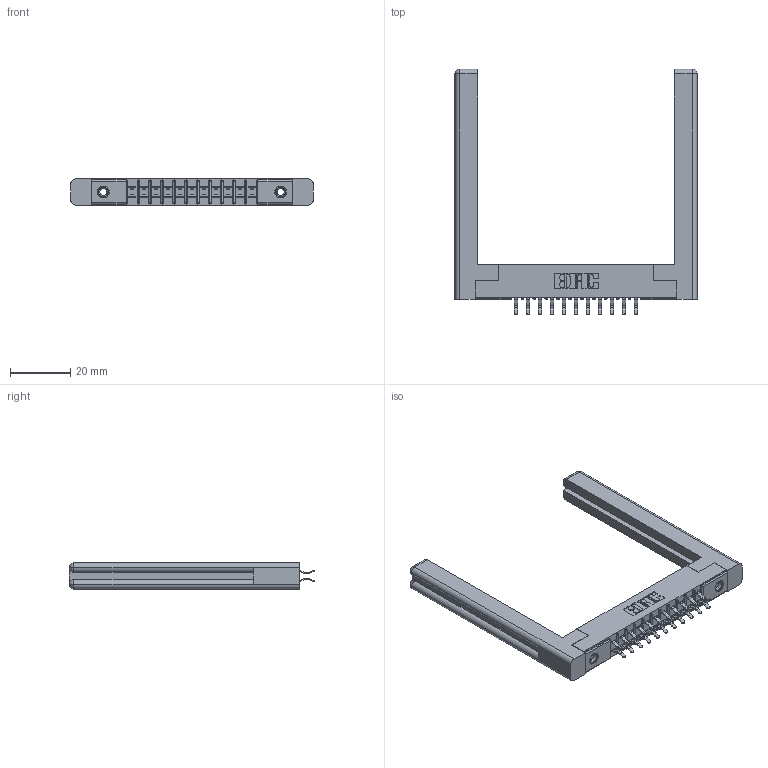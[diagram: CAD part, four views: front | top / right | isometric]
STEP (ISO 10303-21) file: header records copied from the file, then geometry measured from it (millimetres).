
FILE_DESCRIPTION (( 'STEP AP203' ), '1' );
FILE_NAME ('305-022-556-558.STEP', '2019-09-09T13:56:13', ( '' ), ( '' ), 'SwSTEP 2.0', 'SolidWorks 2016', '' );
FILE_SCHEMA (( 'CONFIG_CONTROL_DESIGN' ));
Length unit declared in the file: inch
Products named in the file (5): 305 Part_.156 Dia; 305-290-001_556; 307-220-058; 345-250-001_345-250-001-102; 305-022-556-558
Assembly tree (27 placements, depth 2):
  305-022-556-558
    305 Part_.156 Dia
    305-290-001_556  x22
    345-250-001_345-250-001-102  x2
    307-220-058  x2
Bounding box: 80.21 x 81.28 x 8.71 mm (x, y, z)
Volume: 12608.2 mm3; surface area: 13996.5 mm2
Topology: 27 solids, 27 shells, 1490 faces, 4223 edges, 2742 vertices
Faces by surface type: plane 834, cylinder 588, sphere 44, cone 12, torus 12
Entity records: 18539 total; most frequent: CARTESIAN_POINT 3086, ORIENTED_EDGE 3000, DIRECTION 2976, EDGE_CURVE 1500, VECTOR 1164, LINE 1164, VERTEX_POINT 962, AXIS2_PLACEMENT_3D 906
